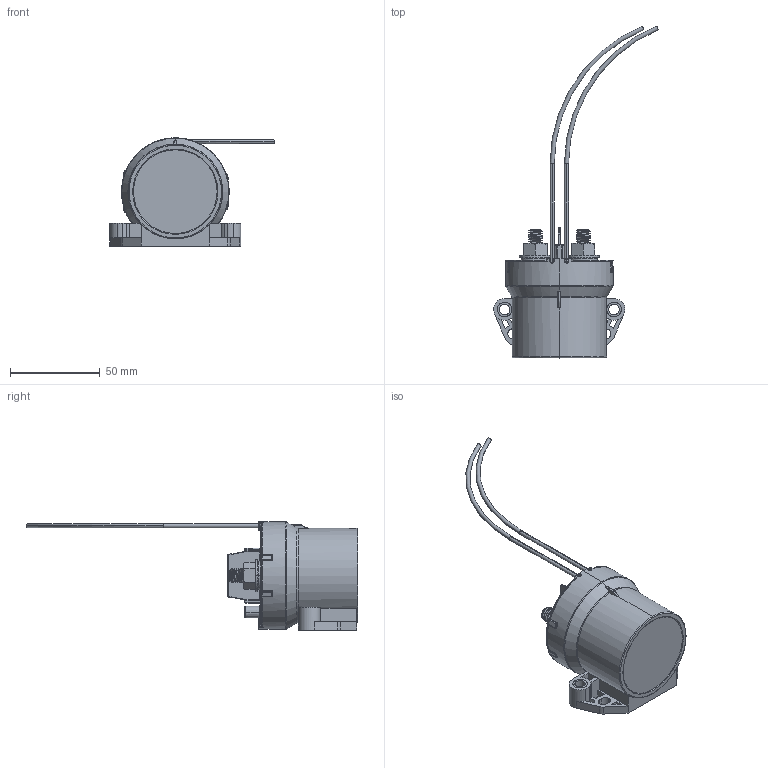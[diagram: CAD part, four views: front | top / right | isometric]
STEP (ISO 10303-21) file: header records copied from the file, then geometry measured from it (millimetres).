
FILE_DESCRIPTION (( 'STEP AP214' ), '1' );
FILE_NAME ('GV142_non aux_step_102417.STEP', '2017-10-24T20:26:26', ( 'User' ), ( '' ), 'SwSTEP 2.0', 'SolidWorks 2014', '' );
FILE_SCHEMA (( 'AUTOMOTIVE_DESIGN' ));
Length unit declared in the file: inch
Products named in the file (1): GV142_non aux_step_102417
Bounding box: 91.73 x 184.82 x 60.33 mm (x, y, z)
Volume: 40725.6 mm3; surface area: 49173.7 mm2
Topology: 11 solids, 11 shells, 3224 faces, 8225 edges, 4962 vertices
Faces by surface type: plane 993, cylinder 789, torus 651, bspline 523, cone 164, sphere 104
Entity records: 159591 total; most frequent: CARTESIAN_POINT 44759, ORIENTED_EDGE 16166, DIRECTION 14471, EDGE_CURVE 8083, AXIS2_PLACEMENT_3D 5686, VERTEX_POINT 4952, EDGE_LOOP 3337, DIMENSIONAL_EXPONENTS 3237
